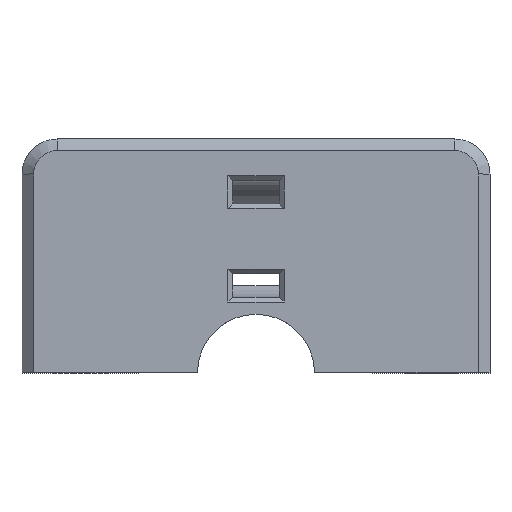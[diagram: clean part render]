
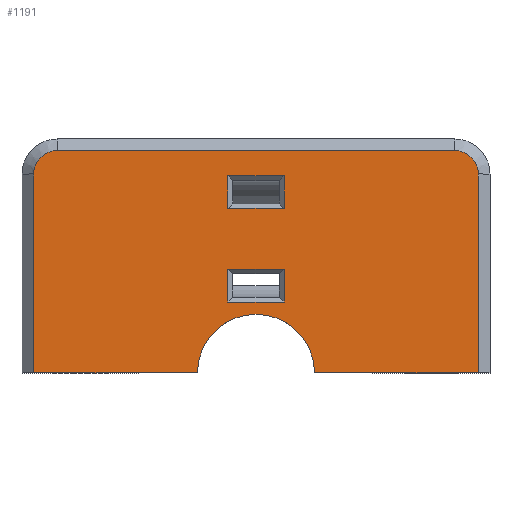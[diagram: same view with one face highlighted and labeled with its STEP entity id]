
A CAD part, top view. The second image highlights one B-rep face of the part: STEP entity #1191.
In plain terms, the highlighted planar face has unit normal (0, 0, 1).
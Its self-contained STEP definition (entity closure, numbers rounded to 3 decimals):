
#21=FACE_BOUND('',#148,.T.);
#22=FACE_BOUND('',#149,.T.);
#30=CIRCLE('',#1283,5.);
#31=CIRCLE('',#1284,2.);
#32=CIRCLE('',#1285,2.);
#77=FACE_OUTER_BOUND('',#147,.T.);
#147=EDGE_LOOP('',(#812,#813,#814,#815,#816,#817,#818,#819));
#148=EDGE_LOOP('',(#820,#821,#822,#823));
#149=EDGE_LOOP('',(#824,#825,#826,#827));
#227=LINE('',#1745,#361);
#232=LINE('',#1759,#366);
#234=LINE('',#1763,#368);
#237=LINE('',#1768,#371);
#242=LINE('',#1791,#376);
#243=LINE('',#1793,#377);
#244=LINE('',#1797,#378);
#245=LINE('',#1801,#379);
#246=LINE('',#1802,#380);
#247=LINE('',#1805,#381);
#248=LINE('',#1807,#382);
#249=LINE('',#1809,#383);
#250=LINE('',#1810,#384);
#361=VECTOR('',#1385,10.);
#366=VECTOR('',#1396,10.);
#368=VECTOR('',#1400,10.);
#371=VECTOR('',#1405,10.);
#376=VECTOR('',#1428,1000.);
#377=VECTOR('',#1429,1000.);
#378=VECTOR('',#1432,1000.);
#379=VECTOR('',#1435,1000.);
#380=VECTOR('',#1436,1000.);
#381=VECTOR('',#1437,10.);
#382=VECTOR('',#1438,10.);
#383=VECTOR('',#1439,10.);
#384=VECTOR('',#1440,10.);
#495=VERTEX_POINT('',#1743);
#496=VERTEX_POINT('',#1744);
#502=VERTEX_POINT('',#1758);
#503=VERTEX_POINT('',#1762);
#511=VERTEX_POINT('',#1787);
#512=VERTEX_POINT('',#1788);
#513=VERTEX_POINT('',#1790);
#514=VERTEX_POINT('',#1792);
#515=VERTEX_POINT('',#1794);
#516=VERTEX_POINT('',#1796);
#517=VERTEX_POINT('',#1798);
#518=VERTEX_POINT('',#1800);
#519=VERTEX_POINT('',#1803);
#520=VERTEX_POINT('',#1804);
#521=VERTEX_POINT('',#1806);
#522=VERTEX_POINT('',#1808);
#605=EDGE_CURVE('',#495,#496,#227,.T.);
#612=EDGE_CURVE('',#496,#502,#232,.T.);
#614=EDGE_CURVE('',#503,#495,#234,.T.);
#617=EDGE_CURVE('',#502,#503,#237,.T.);
#627=EDGE_CURVE('',#511,#512,#30,.T.);
#628=EDGE_CURVE('',#512,#513,#242,.T.);
#629=EDGE_CURVE('',#513,#514,#243,.T.);
#630=EDGE_CURVE('',#514,#515,#31,.T.);
#631=EDGE_CURVE('',#515,#516,#244,.T.);
#632=EDGE_CURVE('',#516,#517,#32,.T.);
#633=EDGE_CURVE('',#517,#518,#245,.T.);
#634=EDGE_CURVE('',#518,#511,#246,.T.);
#635=EDGE_CURVE('',#519,#520,#247,.T.);
#636=EDGE_CURVE('',#521,#519,#248,.T.);
#637=EDGE_CURVE('',#522,#521,#249,.T.);
#638=EDGE_CURVE('',#520,#522,#250,.T.);
#812=ORIENTED_EDGE('',*,*,#627,.T.);
#813=ORIENTED_EDGE('',*,*,#628,.T.);
#814=ORIENTED_EDGE('',*,*,#629,.T.);
#815=ORIENTED_EDGE('',*,*,#630,.T.);
#816=ORIENTED_EDGE('',*,*,#631,.T.);
#817=ORIENTED_EDGE('',*,*,#632,.T.);
#818=ORIENTED_EDGE('',*,*,#633,.T.);
#819=ORIENTED_EDGE('',*,*,#634,.T.);
#820=ORIENTED_EDGE('',*,*,#635,.F.);
#821=ORIENTED_EDGE('',*,*,#636,.F.);
#822=ORIENTED_EDGE('',*,*,#637,.F.);
#823=ORIENTED_EDGE('',*,*,#638,.F.);
#824=ORIENTED_EDGE('',*,*,#605,.F.);
#825=ORIENTED_EDGE('',*,*,#614,.F.);
#826=ORIENTED_EDGE('',*,*,#617,.F.);
#827=ORIENTED_EDGE('',*,*,#612,.F.);
#1138=PLANE('',#1282);
#1191=ADVANCED_FACE('',(#77,#21,#22),#1138,.F.);
#1282=AXIS2_PLACEMENT_3D('',#1786,#1424,#1425);
#1283=AXIS2_PLACEMENT_3D('',#1789,#1426,#1427);
#1284=AXIS2_PLACEMENT_3D('',#1795,#1430,#1431);
#1285=AXIS2_PLACEMENT_3D('',#1799,#1433,#1434);
#1385=DIRECTION('',(0.,-1.,0.));
#1396=DIRECTION('',(1.,0.,0.));
#1400=DIRECTION('',(-1.,0.,0.));
#1405=DIRECTION('',(0.,1.,0.));
#1424=DIRECTION('center_axis',(0.,0.,-1.));
#1425=DIRECTION('ref_axis',(-1.,0.,0.));
#1426=DIRECTION('center_axis',(0.,0.,-1.));
#1427=DIRECTION('ref_axis',(-1.,0.,0.));
#1428=DIRECTION('',(1.,0.,0.));
#1429=DIRECTION('',(0.,1.,0.));
#1430=DIRECTION('center_axis',(0.,0.,1.));
#1431=DIRECTION('ref_axis',(-1.,0.,0.));
#1432=DIRECTION('',(-1.,0.,0.));
#1433=DIRECTION('center_axis',(0.,0.,1.));
#1434=DIRECTION('ref_axis',(-1.,0.,0.));
#1435=DIRECTION('',(0.,-1.,0.));
#1436=DIRECTION('',(1.,0.,0.));
#1437=DIRECTION('',(0.,-1.,0.));
#1438=DIRECTION('',(-1.,0.,0.));
#1439=DIRECTION('',(0.,1.,0.));
#1440=DIRECTION('',(1.,0.,0.));
#1743=CARTESIAN_POINT('',(17.6,16.859,10.));
#1744=CARTESIAN_POINT('',(17.6,14.059,10.));
#1745=CARTESIAN_POINT('',(17.6,5.729,10.));
#1758=CARTESIAN_POINT('',(22.4,14.059,10.));
#1759=CARTESIAN_POINT('',(20.,14.059,10.));
#1762=CARTESIAN_POINT('',(22.4,16.859,10.));
#1763=CARTESIAN_POINT('',(20.,16.859,10.));
#1768=CARTESIAN_POINT('',(22.4,5.729,10.));
#1786=CARTESIAN_POINT('Origin',(0.,0.,10.));
#1787=CARTESIAN_POINT('',(15.,0.,10.));
#1788=CARTESIAN_POINT('',(25.,0.,10.));
#1789=CARTESIAN_POINT('Origin',(20.,0.,10.));
#1790=CARTESIAN_POINT('',(39.,0.,10.));
#1791=CARTESIAN_POINT('',(0.,0.,10.));
#1792=CARTESIAN_POINT('',(39.,17.,10.));
#1793=CARTESIAN_POINT('',(39.,0.,10.));
#1794=CARTESIAN_POINT('',(37.,19.,10.));
#1795=CARTESIAN_POINT('Origin',(37.,17.,10.));
#1796=CARTESIAN_POINT('',(3.,19.,10.));
#1797=CARTESIAN_POINT('',(0.,19.,10.));
#1798=CARTESIAN_POINT('',(1.,17.,10.));
#1799=CARTESIAN_POINT('Origin',(3.,17.,10.));
#1800=CARTESIAN_POINT('',(1.,0.,10.));
#1801=CARTESIAN_POINT('',(1.,0.,10.));
#1802=CARTESIAN_POINT('',(0.,0.,10.));
#1803=CARTESIAN_POINT('',(17.6,8.859,10.));
#1804=CARTESIAN_POINT('',(17.6,6.059,10.));
#1805=CARTESIAN_POINT('',(17.6,5.729,10.));
#1806=CARTESIAN_POINT('',(22.4,8.859,10.));
#1807=CARTESIAN_POINT('',(20.,8.859,10.));
#1808=CARTESIAN_POINT('',(22.4,6.059,10.));
#1809=CARTESIAN_POINT('',(22.4,5.729,10.));
#1810=CARTESIAN_POINT('',(20.,6.059,10.));
